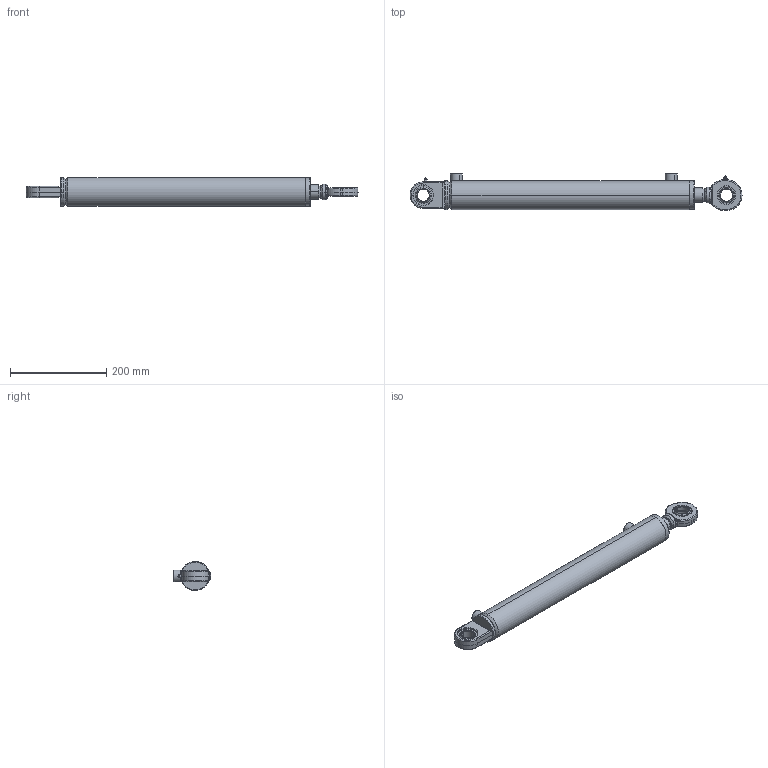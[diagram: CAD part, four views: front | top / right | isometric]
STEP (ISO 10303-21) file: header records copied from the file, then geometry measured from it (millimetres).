
FILE_DESCRIPTION (( 'STEP AP203' ), '1' );
FILE_NAME ('50-30.STEP', '2025-09-01T12:46:04', ( '' ), ( '' ), 'SwSTEP 2.0', 'SolidWorks 2024', '' );
FILE_SCHEMA (( 'CONFIG_CONTROL_DESIGN' ));
Length unit declared in the file: millimetre
Products named in the file (18): Kaynaklık Manşon 3-8_3-8; 50-30; 50-60_50-60-400-S-P-T; 50-30M; K68-030_3; 30_30-400-Point; Kare 25; Kapak_50-60; O-Ringler_3x20; K06-030; K18 050-038; K33-030; Yuvarlak 25; P50-30; O-Ringler_3,53x44; P50-30M; FİBERLİ SOMUN_M18x1,5 40-25--50-30
Assembly tree (18 placements, depth 3):
  50-30
    50-60_50-60-400-S-P-T
    30_30-400-Point
    50-30M
      50-30
      K06-030
      K33-030
      K68-030_3
      O-Ringler_3,53x44
    P50-30M
      P50-30
      K18 050-038
      O-Ringler_3x20
    FİBERLİ SOMUN_M18x1,5 40-25--50-30
    Kapak_50-60
    Kaynaklık Manşon 3-8_3-8  x2
    Yuvarlak 25
    Kare 25
Bounding box: 689.5 x 77 x 60 mm (x, y, z)
Volume: 1071059.1 mm3; surface area: 334466.9 mm2
Topology: 20 solids, 22 shells, 792 faces, 1845 edges, 1140 vertices
Faces by surface type: cylinder 351, cone 150, plane 137, torus 110, bspline 42, sphere 2
Entity records: 38212 total; most frequent: CARTESIAN_POINT 19821, DIRECTION 3539, ORIENTED_EDGE 3438, EDGE_CURVE 1719, AXIS2_PLACEMENT_3D 1502, VERTEX_POINT 1060, EDGE_LOOP 829, CIRCLE 772
